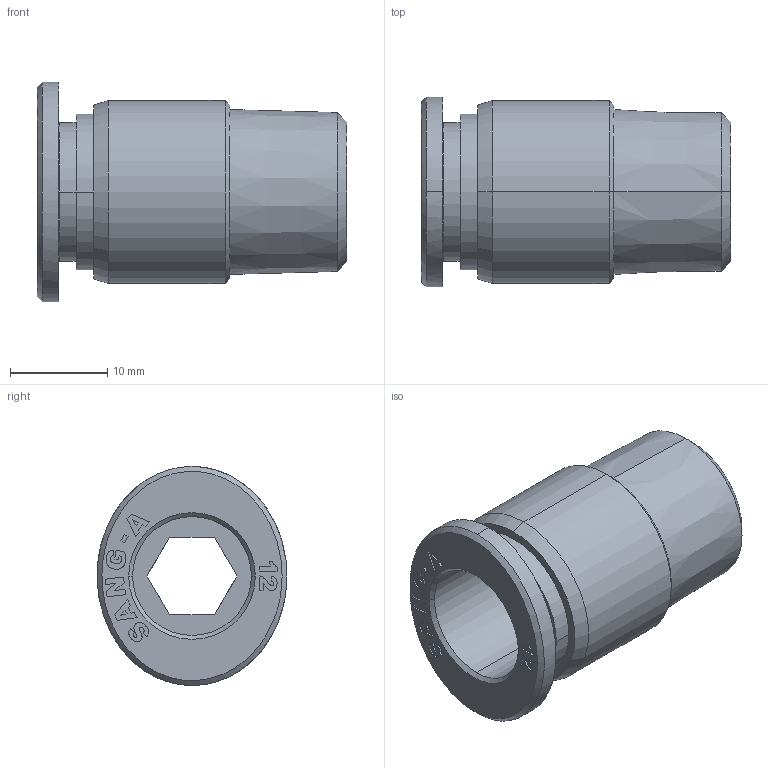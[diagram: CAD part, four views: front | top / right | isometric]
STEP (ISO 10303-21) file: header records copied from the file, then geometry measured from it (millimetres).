
FILE_DESCRIPTION((''),'2;1');
FILE_NAME('GPOC 1203(3D).stp','2012-12-26T18:14:24',(''),(''),'Mechanical Desktop.R8.0.24.0','Mechanical Desktop.R8.0.24.0',', , ');
FILE_SCHEMA(('CONFIG_CONTROL_DESIGN'));
Length unit declared in the file: millimetre
Products named in the file (2): GPOC 1203(3D); ºÎÇ°1
Assembly tree (1 placements, depth 2):
  GPOC 1203(3D)
    ºÎÇ°1
Bounding box: 31.8 x 19.5 x 22.5 mm (x, y, z)
Volume: 4501.6 mm3; surface area: 3598.3 mm2
Topology: 1 solids, 1 shells, 380 faces, 1078 edges, 715 vertices
Faces by surface type: plane 345, cone 16, cylinder 11, bspline 8
Entity records: 12597 total; most frequent: CARTESIAN_POINT 2642, ORIENTED_EDGE 2156, DIRECTION 1846, EDGE_CURVE 1078, VECTOR 1012, LINE 1012, VERTEX_POINT 715, AXIS2_PLACEMENT_3D 417
